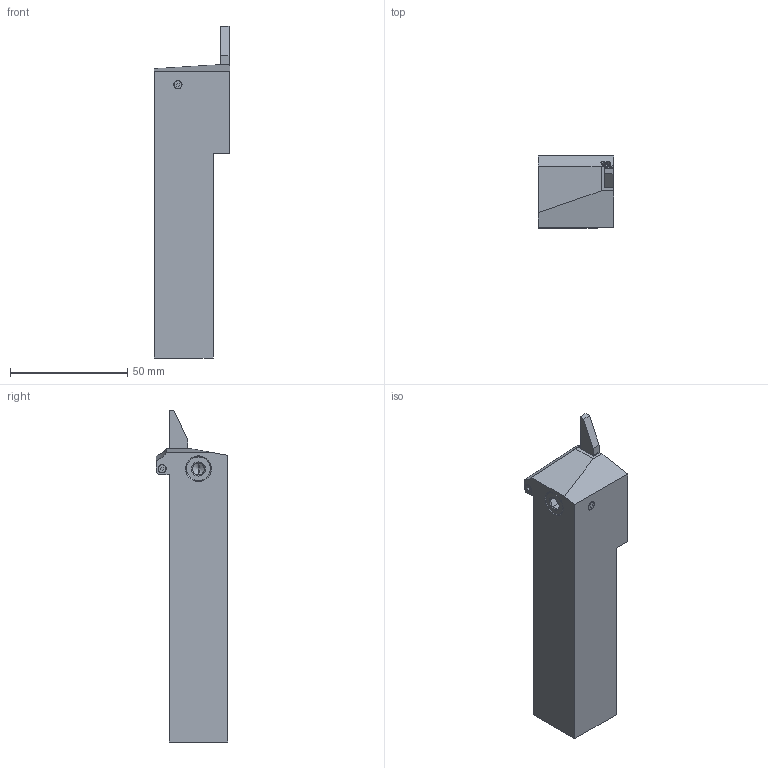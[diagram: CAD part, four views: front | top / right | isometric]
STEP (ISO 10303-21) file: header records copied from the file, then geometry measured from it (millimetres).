
FILE_DESCRIPTION (( 'STEP AP203' ), '1' );
FILE_NAME ('CUT-738-03.step', '2017-01-26T15:12:09', ( 'e00158' ), ( 'Microsoft' ), 'SwSTEP 2.0', 'SolidWorks 2016', '' );
FILE_SCHEMA (( 'CONFIG_CONTROL_DESIGN' ));
Length unit declared in the file: millimetre
Products named in the file (6): CUT-738_platte_10003; MSP-93_02; CUT-738-03; CUT-738_03; MSP-16_M3x9 T08; MSP-11_ DIN 913 M4x3 IB 2
Assembly tree (7 placements, depth 2):
  CUT-738-03
    CUT-738_03
    MSP-16_M3x9 T08  x2
    MSP-11_ DIN 913 M4x3 IB 2  x2
    CUT-738_platte_10003
    MSP-93_02
Bounding box: 32 x 30.5 x 141.57 mm (x, y, z)
Volume: 84765.6 mm3; surface area: 17712.6 mm2
Topology: 7 solids, 7 shells, 245 faces, 598 edges, 366 vertices
Faces by surface type: plane 88, cylinder 87, cone 54, torus 16
Entity records: 6650 total; most frequent: CARTESIAN_POINT 1314, DIRECTION 1016, ORIENTED_EDGE 946, EDGE_CURVE 473, AXIS2_PLACEMENT_3D 372, VERTEX_POINT 295, LINE 272, VECTOR 272
